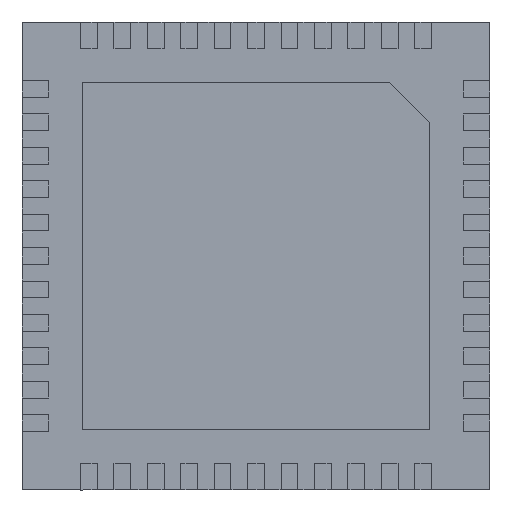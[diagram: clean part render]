
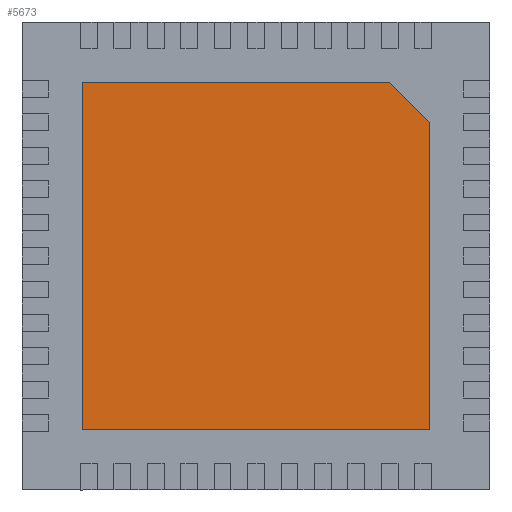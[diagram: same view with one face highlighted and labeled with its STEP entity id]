
A CAD part, front view. The second image highlights one B-rep face of the part: STEP entity #5673.
In plain terms, the highlighted planar face has unit normal (0, -1, 0).
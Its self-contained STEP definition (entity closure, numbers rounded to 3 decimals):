
#8 = VERTEX_POINT ( 'NONE', #148 ) ;
#16 = DIRECTION ( 'NONE',  ( 0., 0., -1. ) ) ;
#35 = CARTESIAN_POINT ( 'NONE',  ( -2.6, -0.02, 2.6 ) ) ;
#148 = CARTESIAN_POINT ( 'NONE',  ( 2.6, -0.02, 2. ) ) ;
#387 = EDGE_CURVE ( 'NONE', #7099, #8, #8387, .T. ) ;
#533 = DIRECTION ( 'NONE',  ( -1., 0., 0. ) ) ;
#807 = VERTEX_POINT ( 'NONE', #5677 ) ;
#1397 = VECTOR ( 'NONE', #6159, 1000. ) ;
#1783 = ORIENTED_EDGE ( 'NONE', *, *, #6663, .T. ) ;
#1864 = LINE ( 'NONE', #3310, #1397 ) ;
#1954 = VERTEX_POINT ( 'NONE', #4203 ) ;
#2019 = ORIENTED_EDGE ( 'NONE', *, *, #5846, .T. ) ;
#2024 = CARTESIAN_POINT ( 'NONE',  ( -2.6, -0.02, -2.6 ) ) ;
#2068 = EDGE_LOOP ( 'NONE', ( #2019, #1783, #3012, #3944, #6335 ) ) ;
#2779 = VERTEX_POINT ( 'NONE', #35 ) ;
#3012 = ORIENTED_EDGE ( 'NONE', *, *, #387, .T. ) ;
#3268 = VECTOR ( 'NONE', #16, 1000. ) ;
#3310 = CARTESIAN_POINT ( 'NONE',  ( 2., -0.02, 2.6 ) ) ;
#3583 = EDGE_CURVE ( 'NONE', #8, #1954, #1864, .T. ) ;
#3811 = DIRECTION ( 'NONE',  ( 0., 0., 1. ) ) ;
#3944 = ORIENTED_EDGE ( 'NONE', *, *, #3583, .T. ) ;
#4203 = CARTESIAN_POINT ( 'NONE',  ( 2., -0.02, 2.6 ) ) ;
#4224 = LINE ( 'NONE', #2024, #3268 ) ;
#4230 = AXIS2_PLACEMENT_3D ( 'NONE', #8063, #4549, #3811 ) ;
#4549 = DIRECTION ( 'NONE',  ( 0., 1., 0. ) ) ;
#4731 = LINE ( 'NONE', #8336, #8889 ) ;
#5441 = CARTESIAN_POINT ( 'NONE',  ( 2.6, -0.02, -2.6 ) ) ;
#5673 = ADVANCED_FACE ( 'NONE', ( #7272 ), #5912, .F. ) ;
#5677 = CARTESIAN_POINT ( 'NONE',  ( -2.6, -0.02, -2.6 ) ) ;
#5846 = EDGE_CURVE ( 'NONE', #2779, #807, #4224, .T. ) ;
#5912 = PLANE ( 'NONE',  #4230 ) ;
#6159 = DIRECTION ( 'NONE',  ( -0.707, 0., 0.707 ) ) ;
#6160 = LINE ( 'NONE', #7610, #6865 ) ;
#6335 = ORIENTED_EDGE ( 'NONE', *, *, #8679, .T. ) ;
#6663 = EDGE_CURVE ( 'NONE', #807, #7099, #6160, .T. ) ;
#6865 = VECTOR ( 'NONE', #8450, 1000. ) ;
#7099 = VERTEX_POINT ( 'NONE', #7921 ) ;
#7272 = FACE_OUTER_BOUND ( 'NONE', #2068, .T. ) ;
#7610 = CARTESIAN_POINT ( 'NONE',  ( -2.6, -0.02, -2.6 ) ) ;
#7687 = DIRECTION ( 'NONE',  ( 0., 0., 1. ) ) ;
#7921 = CARTESIAN_POINT ( 'NONE',  ( 2.6, -0.02, -2.6 ) ) ;
#8063 = CARTESIAN_POINT ( 'NONE',  ( 0., -0.02, 0. ) ) ;
#8336 = CARTESIAN_POINT ( 'NONE',  ( -2.6, -0.02, 2.6 ) ) ;
#8387 = LINE ( 'NONE', #5441, #8391 ) ;
#8391 = VECTOR ( 'NONE', #7687, 1000. ) ;
#8450 = DIRECTION ( 'NONE',  ( 1., 0., 0. ) ) ;
#8679 = EDGE_CURVE ( 'NONE', #1954, #2779, #4731, .T. ) ;
#8889 = VECTOR ( 'NONE', #533, 1000. ) ;
